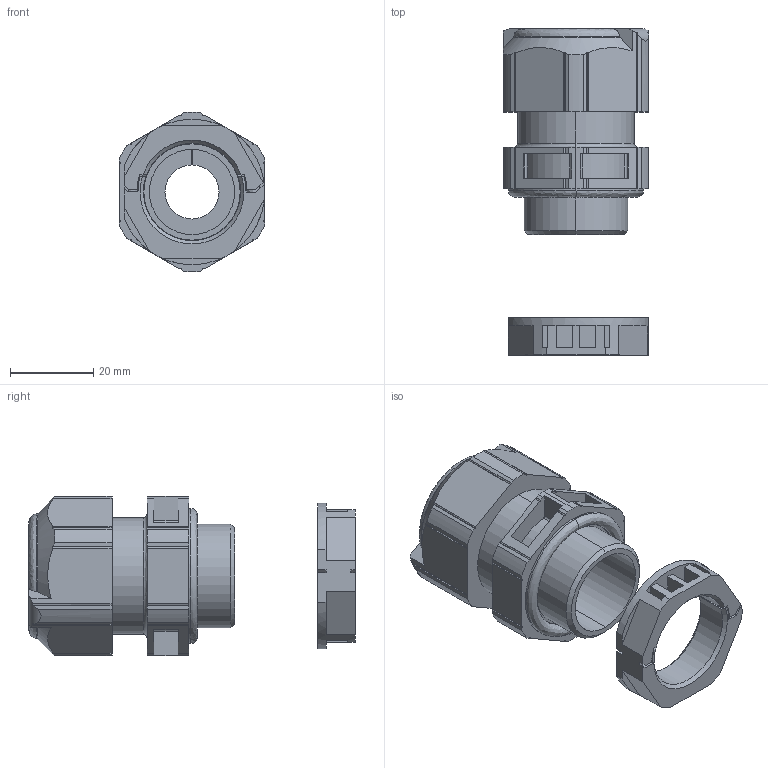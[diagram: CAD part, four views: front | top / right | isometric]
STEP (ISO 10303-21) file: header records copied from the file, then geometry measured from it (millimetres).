
FILE_DESCRIPTION (( 'STEP AP214' ), '1' );
FILE_NAME ('2024916.stp', '2016-12-06T10:47:13', ( '' ), ( '' ), 'SwSTEP 2.0', 'SolidWorks 2016', '' );
FILE_SCHEMA (( 'AUTOMOTIVE_DESIGN' ));
Length unit declared in the file: millimetre
Products named in the file (4): PFLITSCH USG 22554 PC_Standard; 2024916; PFLITSCH UFE 54p13(13)_Standard; PFLITSCH 1420_225 uGGM
Assembly tree (3 placements, depth 2):
  2024916
    PFLITSCH USG 22554 PC_Standard
    PFLITSCH 1420_225 uGGM
    PFLITSCH UFE 54p13(13)_Standard
Bounding box: 35 x 78.5 x 38.5 mm (x, y, z)
Volume: 32215 mm3; surface area: 20252.1 mm2
Topology: 3 solids, 3 shells, 590 faces, 1716 edges, 1141 vertices
Faces by surface type: plane 361, cylinder 204, bspline 14, cone 11
Entity records: 21444 total; most frequent: CARTESIAN_POINT 4436, ORIENTED_EDGE 3432, DIRECTION 3393, EDGE_CURVE 1716, AXIS2_PLACEMENT_3D 1167, VERTEX_POINT 1141, VECTOR 1059, LINE 1059
